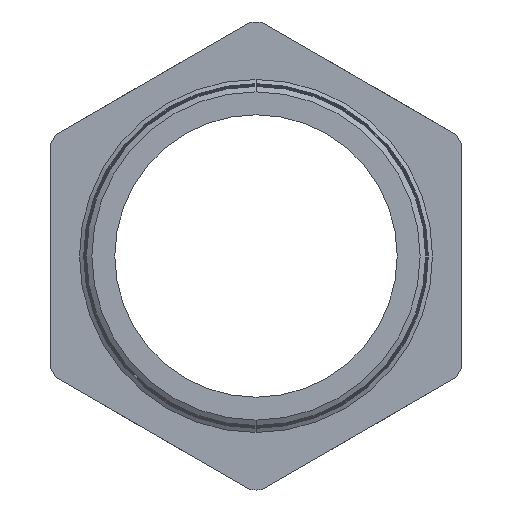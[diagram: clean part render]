
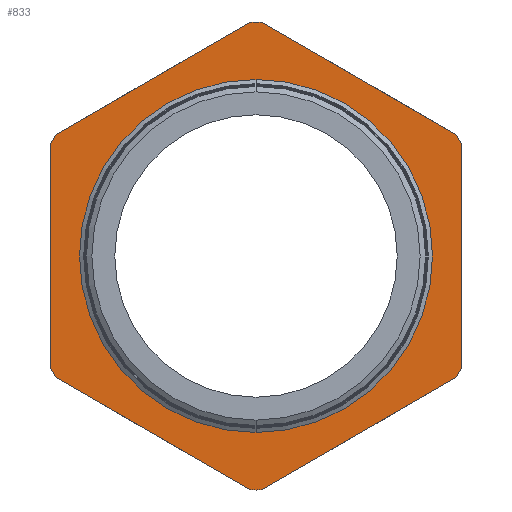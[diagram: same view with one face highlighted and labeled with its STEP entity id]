
A CAD part, front view. The second image highlights one B-rep face of the part: STEP entity #833.
In plain terms, the highlighted planar face has unit normal (0, -1, 0).
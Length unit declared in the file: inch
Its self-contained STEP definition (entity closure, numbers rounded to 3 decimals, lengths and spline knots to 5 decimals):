
#171 = VERTEX_POINT ( 'NONE', #1739 ) ;
#177 = VERTEX_POINT ( 'NONE', #1794 ) ;
#184 = EDGE_CURVE ( 'NONE', #177, #171, #1782, .T. ) ;
#714 = VERTEX_POINT ( 'NONE', #2828 ) ;
#716 = EDGE_CURVE ( 'NONE', #790, #714, #2827, .T. ) ;
#723 = VERTEX_POINT ( 'NONE', #2870 ) ;
#731 = VERTEX_POINT ( 'NONE', #2917 ) ;
#733 = EDGE_CURVE ( 'NONE', #723, #731, #2916, .T. ) ;
#749 = EDGE_CURVE ( 'NONE', #769, #829, #2942, .T. ) ;
#754 = VERTEX_POINT ( 'NONE', #2927 ) ;
#762 = VERTEX_POINT ( 'NONE', #2973 ) ;
#764 = EDGE_CURVE ( 'NONE', #785, #762, #2971, .T. ) ;
#769 = VERTEX_POINT ( 'NONE', #2957 ) ;
#778 = VERTEX_POINT ( 'NONE', #3001 ) ;
#780 = EDGE_CURVE ( 'NONE', #1342, #778, #3000, .T. ) ;
#785 = VERTEX_POINT ( 'NONE', #2985 ) ;
#790 = VERTEX_POINT ( 'NONE', #3037 ) ;
#796 = EDGE_CURVE ( 'NONE', #829, #785, #3034, .T. ) ;
#799 = EDGE_CURVE ( 'NONE', #731, #754, #3023, .T. ) ;
#810 = EDGE_CURVE ( 'NONE', #815, #769, #3057, .T. ) ;
#815 = VERTEX_POINT ( 'NONE', #3042 ) ;
#817 = EDGE_CURVE ( 'NONE', #754, #815, #3099, .T. ) ;
#829 = VERTEX_POINT ( 'NONE', #3077 ) ;
#832 = EDGE_CURVE ( 'NONE', #714, #723, #3075, .T. ) ;
#833 = ADVANCED_FACE ( 'NONE', ( #3128, #3127 ), #3076, .T. ) ;
#834 = EDGE_LOOP ( 'NONE', ( #835, #837 ) ) ;
#835 = ORIENTED_EDGE ( 'NONE', *, *, #836, .F. ) ;
#836 = EDGE_CURVE ( 'NONE', #171, #177, #3121, .T. ) ;
#837 = ORIENTED_EDGE ( 'NONE', *, *, #184, .F. ) ;
#838 = EDGE_LOOP ( 'NONE', ( #839, #840, #841, #901, #902, #903, #904, #905, #906, #907, #908, #909, #910 ) ) ;
#839 = ORIENTED_EDGE ( 'NONE', *, *, #716, .T. ) ;
#840 = ORIENTED_EDGE ( 'NONE', *, *, #832, .T. ) ;
#841 = ORIENTED_EDGE ( 'NONE', *, *, #733, .T. ) ;
#846 = EDGE_CURVE ( 'NONE', #778, #790, #3116, .T. ) ;
#862 = EDGE_CURVE ( 'NONE', #762, #1345, #3178, .T. ) ;
#901 = ORIENTED_EDGE ( 'NONE', *, *, #799, .T. ) ;
#902 = ORIENTED_EDGE ( 'NONE', *, *, #817, .T. ) ;
#903 = ORIENTED_EDGE ( 'NONE', *, *, #810, .T. ) ;
#904 = ORIENTED_EDGE ( 'NONE', *, *, #749, .T. ) ;
#905 = ORIENTED_EDGE ( 'NONE', *, *, #796, .T. ) ;
#906 = ORIENTED_EDGE ( 'NONE', *, *, #764, .T. ) ;
#907 = ORIENTED_EDGE ( 'NONE', *, *, #862, .T. ) ;
#908 = ORIENTED_EDGE ( 'NONE', *, *, #1344, .T. ) ;
#909 = ORIENTED_EDGE ( 'NONE', *, *, #780, .T. ) ;
#910 = ORIENTED_EDGE ( 'NONE', *, *, #846, .T. ) ;
#1342 = VERTEX_POINT ( 'NONE', #3864 ) ;
#1344 = EDGE_CURVE ( 'NONE', #1345, #1342, #3863, .T. ) ;
#1345 = VERTEX_POINT ( 'NONE', #3858 ) ;
#1739 = CARTESIAN_POINT ( 'NONE',  ( 0., 0.98, 0.645 ) ) ;
#1778 = DIRECTION ( 'NONE',  ( 0., 0., -1. ) ) ;
#1779 = DIRECTION ( 'NONE',  ( 0., -1., 0. ) ) ;
#1780 = CARTESIAN_POINT ( 'NONE',  ( 0., 0.98, 0. ) ) ;
#1781 = AXIS2_PLACEMENT_3D ( 'NONE', #1780, #1779, #1778 ) ;
#1782 = CIRCLE ( 'NONE', #1781, 0.645 ) ;
#1794 = CARTESIAN_POINT ( 'NONE',  ( 0., 0.98, -0.645 ) ) ;
#2826 = CARTESIAN_POINT ( 'NONE',  ( 0., 0.98, 0. ) ) ;
#2827 = CIRCLE ( 'NONE', #2889, 0.855 ) ;
#2828 = CARTESIAN_POINT ( 'NONE',  ( 0.75, 0.98, -0.41052 ) ) ;
#2870 = CARTESIAN_POINT ( 'NONE',  ( 0.75, 0.98, 0.41052 ) ) ;
#2887 = DIRECTION ( 'NONE',  ( 0., 0., -1. ) ) ;
#2888 = DIRECTION ( 'NONE',  ( 0., -1., 0. ) ) ;
#2889 = AXIS2_PLACEMENT_3D ( 'NONE', #2826, #2888, #2887 ) ;
#2912 = DIRECTION ( 'NONE',  ( 0., 0., -1. ) ) ;
#2913 = DIRECTION ( 'NONE',  ( 0., -1., 0. ) ) ;
#2914 = CARTESIAN_POINT ( 'NONE',  ( 0., 0.98, 0. ) ) ;
#2915 = AXIS2_PLACEMENT_3D ( 'NONE', #2914, #2913, #2912 ) ;
#2916 = CIRCLE ( 'NONE', #2915, 0.855 ) ;
#2917 = CARTESIAN_POINT ( 'NONE',  ( 0.73052, 0.98, 0.44426 ) ) ;
#2927 = CARTESIAN_POINT ( 'NONE',  ( 0.01948, 0.98, 0.85478 ) ) ;
#2938 = DIRECTION ( 'NONE',  ( 0., 0., -1. ) ) ;
#2939 = DIRECTION ( 'NONE',  ( 0., -1., 0. ) ) ;
#2940 = CARTESIAN_POINT ( 'NONE',  ( 0., 0.98, 0. ) ) ;
#2941 = AXIS2_PLACEMENT_3D ( 'NONE', #2940, #2939, #2938 ) ;
#2942 = CIRCLE ( 'NONE', #2941, 0.855 ) ;
#2957 = CARTESIAN_POINT ( 'NONE',  ( -0.73052, 0.98, 0.44426 ) ) ;
#2967 = DIRECTION ( 'NONE',  ( 0., 0., -1. ) ) ;
#2968 = DIRECTION ( 'NONE',  ( 0., -1., 0. ) ) ;
#2969 = CARTESIAN_POINT ( 'NONE',  ( 0., 0.98, 0. ) ) ;
#2970 = AXIS2_PLACEMENT_3D ( 'NONE', #2969, #2968, #2967 ) ;
#2971 = CIRCLE ( 'NONE', #2970, 0.855 ) ;
#2973 = CARTESIAN_POINT ( 'NONE',  ( -0.73052, 0.98, -0.44426 ) ) ;
#2985 = CARTESIAN_POINT ( 'NONE',  ( -0.75, 0.98, -0.41052 ) ) ;
#2996 = DIRECTION ( 'NONE',  ( 0., 0., -1. ) ) ;
#2997 = DIRECTION ( 'NONE',  ( 0., -1., 0. ) ) ;
#2998 = CARTESIAN_POINT ( 'NONE',  ( 0., 0.98, 0. ) ) ;
#2999 = AXIS2_PLACEMENT_3D ( 'NONE', #2998, #2997, #2996 ) ;
#3000 = CIRCLE ( 'NONE', #2999, 0.855 ) ;
#3001 = CARTESIAN_POINT ( 'NONE',  ( 0.01948, 0.98, -0.85478 ) ) ;
#3015 = DIRECTION ( 'NONE',  ( -0.866, 0., 0.5 ) ) ;
#3016 = VECTOR ( 'NONE', #3015, 39.37008 ) ;
#3017 = CARTESIAN_POINT ( 'NONE',  ( 0.75, 0.98, 0.43301 ) ) ;
#3023 = LINE ( 'NONE', #3017, #3016 ) ;
#3025 = DIRECTION ( 'NONE',  ( 0., 0., -1. ) ) ;
#3026 = VECTOR ( 'NONE', #3025, 39.37008 ) ;
#3033 = CARTESIAN_POINT ( 'NONE',  ( -0.75, 0.98, 0.43301 ) ) ;
#3034 = LINE ( 'NONE', #3033, #3026 ) ;
#3037 = CARTESIAN_POINT ( 'NONE',  ( 0.73052, 0.98, -0.44426 ) ) ;
#3042 = CARTESIAN_POINT ( 'NONE',  ( -0.01948, 0.98, 0.85478 ) ) ;
#3048 = DIRECTION ( 'NONE',  ( -0.866, 0., -0.5 ) ) ;
#3049 = VECTOR ( 'NONE', #3048, 39.37008 ) ;
#3056 = CARTESIAN_POINT ( 'NONE',  ( 0., 0.98, 0.86603 ) ) ;
#3057 = LINE ( 'NONE', #3056, #3049 ) ;
#3072 = DIRECTION ( 'NONE',  ( 0., 0., 1. ) ) ;
#3073 = VECTOR ( 'NONE', #3072, 39.37008 ) ;
#3074 = CARTESIAN_POINT ( 'NONE',  ( 0.75, 0.98, -0.43301 ) ) ;
#3075 = LINE ( 'NONE', #3074, #3073 ) ;
#3076 = PLANE ( 'NONE',  #3126 ) ;
#3077 = CARTESIAN_POINT ( 'NONE',  ( -0.75, 0.98, 0.41052 ) ) ;
#3095 = DIRECTION ( 'NONE',  ( 0., 0., -1. ) ) ;
#3096 = DIRECTION ( 'NONE',  ( 0., -1., 0. ) ) ;
#3097 = CARTESIAN_POINT ( 'NONE',  ( 0., 0.98, 0. ) ) ;
#3098 = AXIS2_PLACEMENT_3D ( 'NONE', #3097, #3096, #3095 ) ;
#3099 = CIRCLE ( 'NONE', #3098, 0.855 ) ;
#3107 = DIRECTION ( 'NONE',  ( 0.866, 0., 0.5 ) ) ;
#3108 = VECTOR ( 'NONE', #3107, 39.37008 ) ;
#3115 = CARTESIAN_POINT ( 'NONE',  ( 0., 0.98, -0.86603 ) ) ;
#3116 = LINE ( 'NONE', #3115, #3108 ) ;
#3118 = DIRECTION ( 'NONE',  ( 0., 0., -1. ) ) ;
#3119 = DIRECTION ( 'NONE',  ( 0., -1., 0. ) ) ;
#3120 = AXIS2_PLACEMENT_3D ( 'NONE', #3125, #3119, #3118 ) ;
#3121 = CIRCLE ( 'NONE', #3120, 0.645 ) ;
#3122 = DIRECTION ( 'NONE',  ( 0., 0., -1. ) ) ;
#3123 = DIRECTION ( 'NONE',  ( 0., -1., 0. ) ) ;
#3124 = CARTESIAN_POINT ( 'NONE',  ( 0.645, 0.98, 0. ) ) ;
#3125 = CARTESIAN_POINT ( 'NONE',  ( 0., 0.98, 0. ) ) ;
#3126 = AXIS2_PLACEMENT_3D ( 'NONE', #3124, #3123, #3122 ) ;
#3127 = FACE_OUTER_BOUND ( 'NONE', #838, .T. ) ;
#3128 = FACE_BOUND ( 'NONE', #834, .T. ) ;
#3169 = DIRECTION ( 'NONE',  ( 0.866, 0., -0.5 ) ) ;
#3170 = VECTOR ( 'NONE', #3169, 39.37008 ) ;
#3171 = CARTESIAN_POINT ( 'NONE',  ( -0.75, 0.98, -0.43301 ) ) ;
#3178 = LINE ( 'NONE', #3171, #3170 ) ;
#3858 = CARTESIAN_POINT ( 'NONE',  ( -0.01948, 0.98, -0.85478 ) ) ;
#3859 = DIRECTION ( 'NONE',  ( 0., 0., -1. ) ) ;
#3860 = DIRECTION ( 'NONE',  ( 0., -1., 0. ) ) ;
#3861 = CARTESIAN_POINT ( 'NONE',  ( 0., 0.98, 0. ) ) ;
#3862 = AXIS2_PLACEMENT_3D ( 'NONE', #3861, #3860, #3859 ) ;
#3863 = CIRCLE ( 'NONE', #3862, 0.855 ) ;
#3864 = CARTESIAN_POINT ( 'NONE',  ( 0., 0.98, -0.855 ) ) ;
